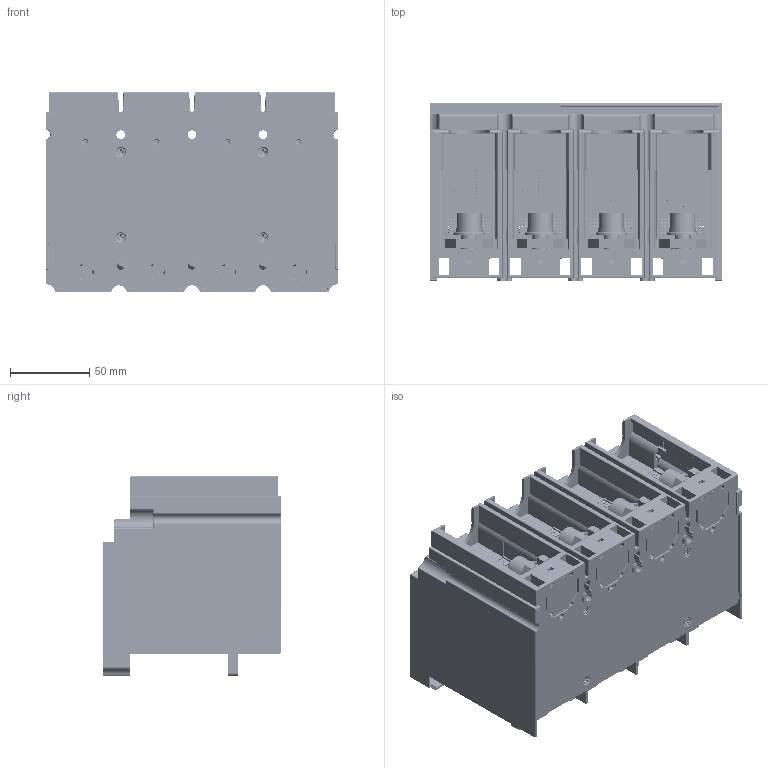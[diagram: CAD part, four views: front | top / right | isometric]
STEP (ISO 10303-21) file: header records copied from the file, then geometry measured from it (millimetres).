
FILE_DESCRIPTION((''),'2;1');
FILE_NAME('6592FM1604001-004_ASM','2022-08-18T16:04:11',('zying1'),(''),'CREO PARAMETRIC BY PTC INC, 2020044','CREO PARAMETRIC BY PTC INC, 2020044','');
FILE_SCHEMA(('CONFIG_CONTROL_DESIGN','SHAPE_APPEARANCE_LAYERS_GROUPS'));
Products named in the file (41): 8024FM1604_SOLID_1; 8300M0101003-37044; 8300M0101003-37876; 8300M0101003-38708; 8300M0101003-39540; 8585FM1605; 8585FM1607; 8585FM1606; 8585FM1608; 8750FM1604; 8315FM1608; 8315FM1611; SP110742-87499; SP110742-88264; SP110742-89029; SP110742-89794; 8742M0101010__-90559; 8742M0101010__-101358; 8742M0101010__-112157; 8742M0101010__-122956; 5599FM1613001-002_SOLID_2; 8315FM1613; SP070384_SOLID_1-158843; SP070384_QUILT_1-159704; SP070384_SOLID_1-159796; SP070384_QUILT_1-160657; SP070384_SOLID_1-160749; SP070384_QUILT_1-161610; SP070324__-166394; SP070324__-167179; SP070324__-167964; SP070324__-168749; SP070378_SOLID_1-169534; SP070378_QUILT_1-170395; SP070378_SOLID_1-170487; SP070378_QUILT_1-171348; SP070449-171440; SP070449-172301; 8867M1424100320__; 6592FM1604001-004_1_ASM ...
Assembly tree (40 placements, depth 3):
  6592FM1604001-004_ASM
    6592FM1604001-004_1_ASM
      8024FM1604_SOLID_1
      8300M0101003-37044
      8300M0101003-37876
      8300M0101003-38708
      8300M0101003-39540
      8585FM1605
      8585FM1607
      8585FM1606
      8585FM1608
      8750FM1604
      8315FM1608
      8315FM1611
      SP110742-87499
      SP110742-88264
      SP110742-89029
      SP110742-89794
      8742M0101010__-90559
      8742M0101010__-101358
      8742M0101010__-112157
      8742M0101010__-122956
      5599FM1613001-002_SOLID_2
      8315FM1613
      SP070384_SOLID_1-158843
      SP070384_QUILT_1-159704
      SP070384_SOLID_1-159796
      SP070384_QUILT_1-160657
      SP070384_SOLID_1-160749
      SP070384_QUILT_1-161610
      SP070324__-166394
      SP070324__-167179
      SP070324__-167964
      SP070324__-168749
      SP070378_SOLID_1-169534
      SP070378_QUILT_1-170395
      SP070378_SOLID_1-170487
      SP070378_QUILT_1-171348
      SP070449-171440
      SP070449-172301
      8867M1424100320__
Bounding box: 185.12 x 113.15 x 126.5 mm (x, y, z)
Volume: 561829 mm3; surface area: 445269.3 mm2
Topology: 34 solids, 41 shells, 5683 faces, 16031 edges, 10457 vertices
Faces by surface type: cylinder 3137, plane 2147, torus 182, cone 105, sphere 68, bspline 32, revolution 12
Entity records: 208307 total; most frequent: CARTESIAN_POINT 36416, DIRECTION 33873, ORIENTED_EDGE 31902, EDGE_CURVE 15961, AXIS2_PLACEMENT_3D 12679, VERTEX_POINT 10457, VECTOR 8503, LINE 8503
